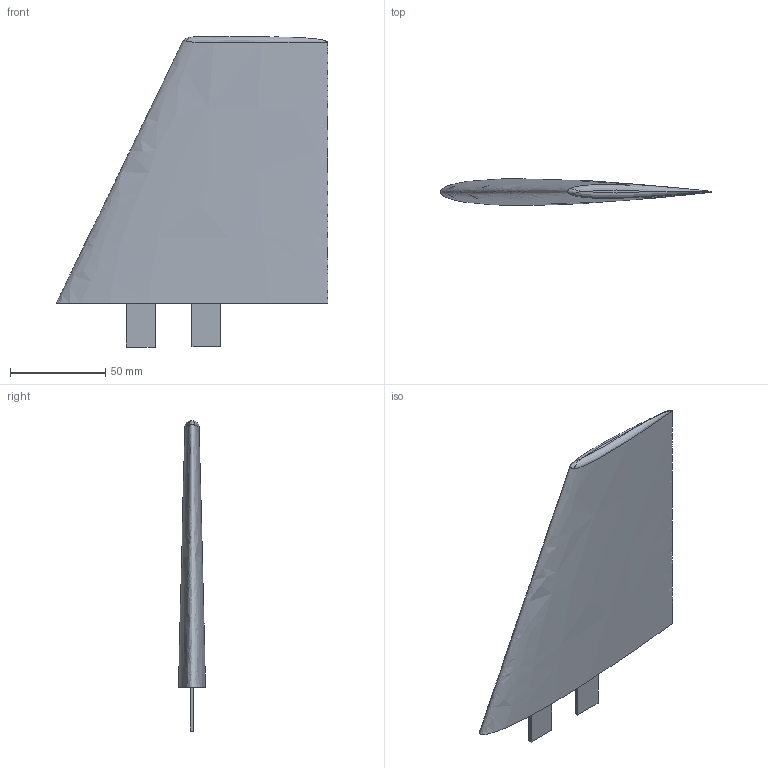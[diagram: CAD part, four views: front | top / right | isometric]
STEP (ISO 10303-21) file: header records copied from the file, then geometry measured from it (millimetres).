
FILE_DESCRIPTION( ( '' ), ' ' );
FILE_NAME( '5a6e13069af5f70efa08c93e.step', '2018-01-28T18:14:31', ( '' ), ( '' ), ' ', ' ', ' ' );
FILE_SCHEMA( ( 'AUTOMOTIVE_DESIGN { 1 0 10303 214 1 1 1 1 }' ) );
Length unit declared in the file: metre
Products named in the file (4): Assem1; Part 1
Assembly tree (3 placements, depth 2):
  Assem1
    Part 1
    Part 1
    Part 1
Bounding box: 142.88 x 14.17 x 163.1 mm (x, y, z)
Volume: 109094.3 mm3; surface area: 44036.5 mm2
Topology: 3 solids, 3 shells, 41 faces, 99 edges, 63 vertices
Faces by surface type: plane 28, cylinder 8, bspline 5
Entity records: 6522 total; most frequent: CARTESIAN_POINT 5369, ORIENTED_EDGE 190, DIRECTION 180, EDGE_CURVE 95, LINE 68, VECTOR 68, VERTEX_POINT 63, AXIS2_PLACEMENT_3D 56
